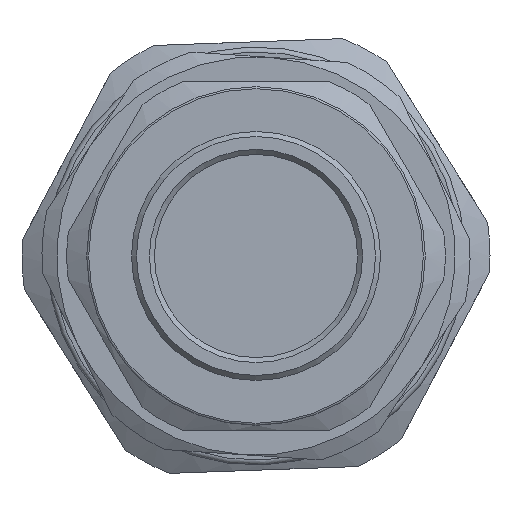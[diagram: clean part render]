
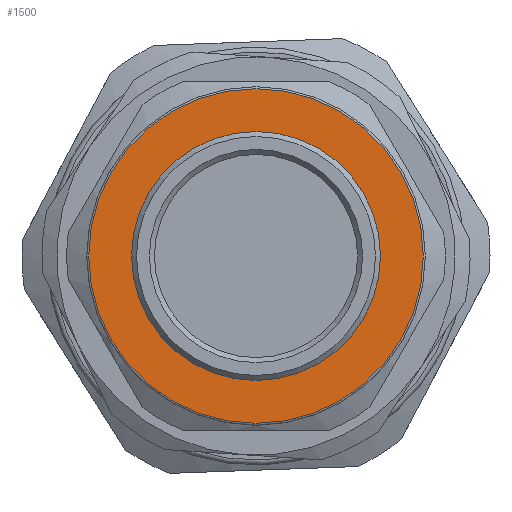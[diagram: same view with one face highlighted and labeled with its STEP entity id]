
A CAD part, front view. The second image highlights one B-rep face of the part: STEP entity #1500.
In plain terms, the highlighted planar face has unit normal (0, -1, 0).
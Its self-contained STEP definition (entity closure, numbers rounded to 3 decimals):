
#136=FACE_BOUND('',#547,.T.);
#450=FACE_OUTER_BOUND('',#546,.T.);
#546=EDGE_LOOP('',(#1354));
#547=EDGE_LOOP('',(#1355));
#640=CIRCLE('',#1692,11.5);
#641=CIRCLE('',#1694,16.8);
#771=VERTEX_POINT('',#2751);
#772=VERTEX_POINT('',#2755);
#970=EDGE_CURVE('',#771,#771,#640,.T.);
#972=EDGE_CURVE('',#772,#772,#641,.T.);
#1354=ORIENTED_EDGE('',*,*,#972,.F.);
#1355=ORIENTED_EDGE('',*,*,#970,.T.);
#1416=PLANE('',#1693);
#1500=ADVANCED_FACE('',(#450,#136),#1416,.T.);
#1692=AXIS2_PLACEMENT_3D('',#2752,#2105,#2106);
#1693=AXIS2_PLACEMENT_3D('',#2754,#2108,#2109);
#1694=AXIS2_PLACEMENT_3D('',#2756,#2110,#2111);
#2105=DIRECTION('center_axis',(0.,1.,0.));
#2106=DIRECTION('ref_axis',(1.,0.,0.));
#2108=DIRECTION('center_axis',(0.,-1.,0.));
#2109=DIRECTION('ref_axis',(0.,0.,-1.));
#2110=DIRECTION('center_axis',(0.,1.,0.));
#2111=DIRECTION('ref_axis',(1.,0.,0.));
#2751=CARTESIAN_POINT('',(18.25,13.055,0.));
#2752=CARTESIAN_POINT('Origin',(6.75,13.055,0.));
#2754=CARTESIAN_POINT('Origin',(-10.05,13.055,0.));
#2755=CARTESIAN_POINT('',(6.75,13.055,-16.8));
#2756=CARTESIAN_POINT('Origin',(6.75,13.055,0.));
